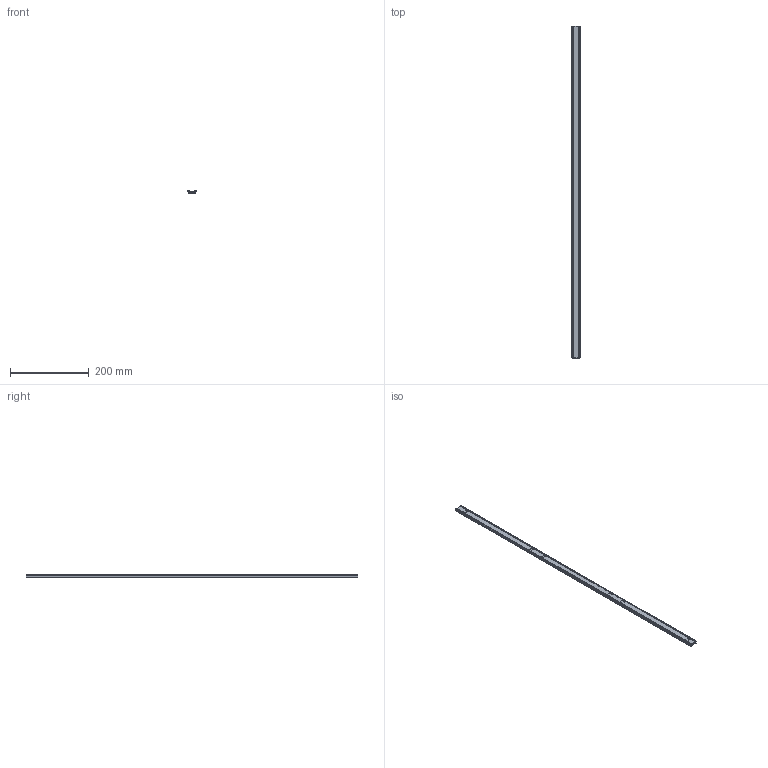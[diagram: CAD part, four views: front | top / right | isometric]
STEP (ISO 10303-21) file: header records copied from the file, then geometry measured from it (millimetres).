
FILE_DESCRIPTION(/* description */ ('This is a sample STEP configuration'),/* implementation_level */ '2;1');
FILE_NAME(/* name */ '715-0702010xxxxxx _Simple.ipt_Rev_00.1.stp',/* time_stamp */ '2022-02-16T13:32:38+01:00',/* author */ ('powerJobs'),/* organization */ ('coolOrange'),/* preprocessor_version */ 'ST-DEVELOPER v18.1',/* originating_system */ 'Autodesk Inventor 2020',/* authorisation */ '');
FILE_SCHEMA (('AUTOMOTIVE_DESIGN { 1 0 10303 214 3 1 1 }'));
Length unit declared in the file: millimetre
Products named in the file (1): ENG000025138
Bounding box: 20.6 x 841 x 7.5 mm (x, y, z)
Volume: 58599.8 mm3; surface area: 155102.7 mm2
Topology: 7 solids, 7 shells, 903 faces, 2250 edges, 1496 vertices
Faces by surface type: plane 829, cylinder 62, cone 12
Full cylindrical faces by diameter (mm): 2.1 x12
Entity records: 27339 total; most frequent: CARTESIAN_POINT 4638, ORIENTED_EDGE 4476, DIRECTION 4194, EDGE_CURVE 2238, LINE 2090, VECTOR 2090, VERTEX_POINT 1496, AXIS2_PLACEMENT_3D 1052
